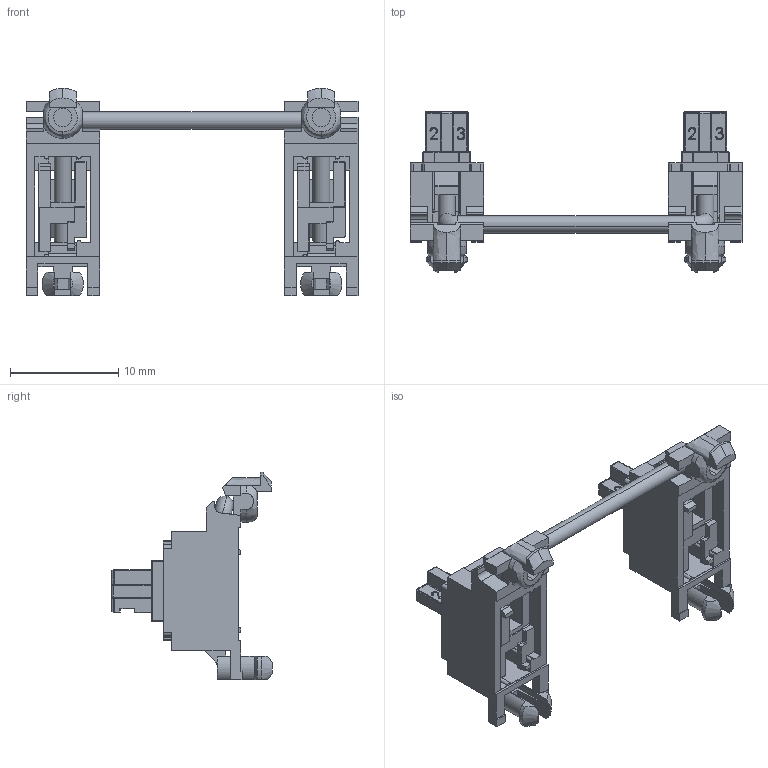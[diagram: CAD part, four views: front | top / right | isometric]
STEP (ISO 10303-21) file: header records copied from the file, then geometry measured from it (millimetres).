
FILE_DESCRIPTION(('FreeCAD Model'),'2;1');
FILE_NAME( 'Stabilizer-closed-ergomax.step', '2018-11-22T18:08:58',('Author'),(''), 'Open CASCADE STEP processor 7.2','FreeCAD','Unknown');
FILE_SCHEMA(('AUTOMOTIVE_DESIGN { 1 0 10303 214 1 1 1 1 }'));
Length unit declared in the file: millimetre
Products named in the file (4): Stabilizer___close; mx_Stabilizer_base_16829; mx_Stabilizer_key_16829; metal_stick_16828
Assembly tree (5 placements, depth 2):
  Stabilizer___close
    mx_Stabilizer_base_16829  x2
    mx_Stabilizer_key_16829  x2
    metal_stick_16828
Bounding box: 30.7 x 14.85 x 19.2 mm (x, y, z)
Volume: 935 mm3; surface area: 2398 mm2
Topology: 5 solids, 5 shells, 936 faces, 2488 edges, 1506 vertices
Faces by surface type: plane 386, cylinder 344, bspline 64, torus 58, sphere 52, revolution 20, cone 12
Entity records: 46388 total; most frequent: CARTESIAN_POINT 19354, DIRECTION 4207, LINE 2584, VECTOR 2584, ORIENTED_EDGE 2454, PCURVE 2454, DEFINITIONAL_REPRESENTATION 2454, EDGE_CURVE 1227
